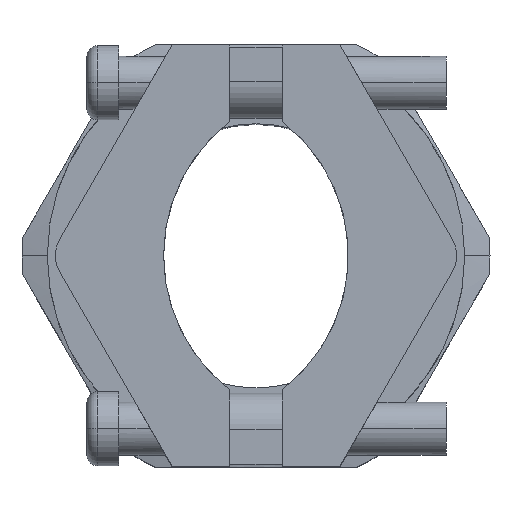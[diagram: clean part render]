
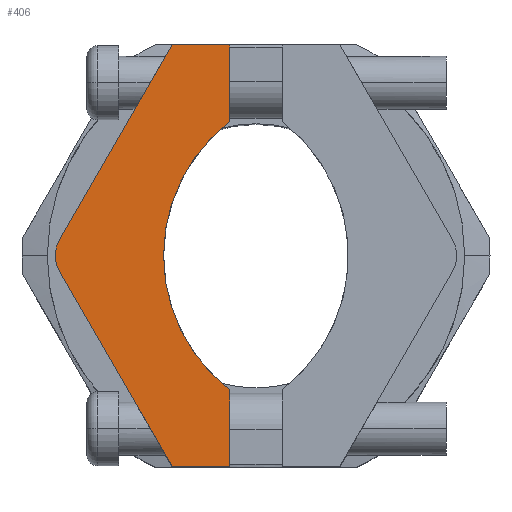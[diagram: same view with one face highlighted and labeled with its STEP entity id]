
A CAD part, top view. The second image highlights one B-rep face of the part: STEP entity #406.
In plain terms, the highlighted planar face has unit normal (0, 0, 1).
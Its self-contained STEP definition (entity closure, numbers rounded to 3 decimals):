
#265 = CARTESIAN_POINT ( 'NONE',  ( -16., 0., 44. ) ) ;
#266 = DIRECTION ( 'NONE',  ( 0., 0., 1. ) ) ;
#267 = DIRECTION ( 'NONE',  ( 1., 0., 0. ) ) ;
#406 = ADVANCED_FACE ( 'NONE', ( #2312 ), #3855, .T. ) ;
#499 = AXIS2_PLACEMENT_3D ( 'NONE', #265, #266, #267 ) ;
#555 = AXIS2_PLACEMENT_3D ( 'NONE', #4383, #4385, #4387 ) ;
#711 = EDGE_CURVE ( 'NONE', #3710, #3638, #851, .T. ) ;
#713 = EDGE_CURVE ( 'NONE', #3641, #3566, #2476, .T. ) ;
#716 = EDGE_CURVE ( 'NONE', #3659, #3711, #865, .T. ) ;
#719 = EDGE_CURVE ( 'NONE', #3711, #3712, #876, .T. ) ;
#720 = EDGE_CURVE ( 'NONE', #3712, #3554, #2478, .T. ) ;
#722 = EDGE_CURVE ( 'NONE', #3569, #3710, #886, .T. ) ;
#723 = EDGE_CURVE ( 'NONE', #3636, #3640, #889, .T. ) ;
#724 = EDGE_CURVE ( 'NONE', #3655, #3656, #892, .T. ) ;
#829 = CARTESIAN_POINT ( 'NONE',  ( 7.25, 0., 44. ) ) ;
#851 = LINE ( 'NONE', #852, #1124 ) ;
#852 = CARTESIAN_POINT ( 'NONE',  ( -2.5, -20., 44. ) ) ;
#853 = DIRECTION ( 'NONE',  ( 1., 0., 0. ) ) ;
#857 = DIRECTION ( 'NONE',  ( 0., 0., -1. ) ) ;
#858 = DIRECTION ( 'NONE',  ( 1., 0., 0. ) ) ;
#865 = LINE ( 'NONE', #866, #1103 ) ;
#866 = CARTESIAN_POINT ( 'NONE',  ( -2.5, 20., 44. ) ) ;
#867 = DIRECTION ( 'NONE',  ( -1., 0., 0. ) ) ;
#875 = CARTESIAN_POINT ( 'NONE',  ( -16., 0., 44. ) ) ;
#876 = LINE ( 'NONE', #877, #1085 ) ;
#877 = CARTESIAN_POINT ( 'NONE',  ( -7.917, 20., 44. ) ) ;
#878 = DIRECTION ( 'NONE',  ( -0.5, -0.866, 0. ) ) ;
#879 = DIRECTION ( 'NONE',  ( 0., 0., 1. ) ) ;
#880 = DIRECTION ( 'NONE',  ( 1., 0., 0. ) ) ;
#886 = LINE ( 'NONE', #887, #1132 ) ;
#887 = CARTESIAN_POINT ( 'NONE',  ( -7.917, -20., 44. ) ) ;
#888 = DIRECTION ( 'NONE',  ( 0.5, -0.866, 0. ) ) ;
#889 = LINE ( 'NONE', #890, #1131 ) ;
#890 = CARTESIAN_POINT ( 'NONE',  ( -2.5, -12.686, 44. ) ) ;
#891 = DIRECTION ( 'NONE',  ( 0., 1., 0. ) ) ;
#892 = LINE ( 'NONE', #893, #1129 ) ;
#893 = CARTESIAN_POINT ( 'NONE',  ( -2.5, 12.686, 44. ) ) ;
#894 = DIRECTION ( 'NONE',  ( 0., 1., 0. ) ) ;
#1025 = VECTOR ( 'NONE', #3009, 1000. ) ;
#1085 = VECTOR ( 'NONE', #878, 1000. ) ;
#1103 = VECTOR ( 'NONE', #867, 1000. ) ;
#1115 = AXIS2_PLACEMENT_3D ( 'NONE', #875, #879, #880 ) ;
#1124 = VECTOR ( 'NONE', #853, 1000. ) ;
#1126 = AXIS2_PLACEMENT_3D ( 'NONE', #829, #857, #858 ) ;
#1129 = VECTOR ( 'NONE', #894, 1000. ) ;
#1131 = VECTOR ( 'NONE', #891, 1000. ) ;
#1132 = VECTOR ( 'NONE', #888, 1000. ) ;
#1672 = ORIENTED_EDGE ( 'NONE', *, *, #722, .T. ) ;
#1673 = ORIENTED_EDGE ( 'NONE', *, *, #2747, .T. ) ;
#1674 = ORIENTED_EDGE ( 'NONE', *, *, #720, .T. ) ;
#1675 = ORIENTED_EDGE ( 'NONE', *, *, #716, .T. ) ;
#1676 = ORIENTED_EDGE ( 'NONE', *, *, #3451, .T. ) ;
#1677 = ORIENTED_EDGE ( 'NONE', *, *, #719, .T. ) ;
#1678 = ORIENTED_EDGE ( 'NONE', *, *, #724, .T. ) ;
#1679 = ORIENTED_EDGE ( 'NONE', *, *, #3455, .T. ) ;
#1680 = ORIENTED_EDGE ( 'NONE', *, *, #713, .T. ) ;
#1681 = ORIENTED_EDGE ( 'NONE', *, *, #3311, .T. ) ;
#1682 = ORIENTED_EDGE ( 'NONE', *, *, #3236, .T. ) ;
#1683 = ORIENTED_EDGE ( 'NONE', *, *, #723, .T. ) ;
#1684 = ORIENTED_EDGE ( 'NONE', *, *, #3318, .T. ) ;
#1685 = ORIENTED_EDGE ( 'NONE', *, *, #711, .T. ) ;
#1726 = CIRCLE ( 'NONE', #499, 3. ) ;
#1759 = CIRCLE ( 'NONE', #555, 16. ) ;
#2309 = AXIS2_PLACEMENT_3D ( 'NONE', #3856, #3857, #3858 ) ;
#2312 = FACE_OUTER_BOUND ( 'NONE', #4203, .T. ) ;
#2476 = CIRCLE ( 'NONE', #1126, 16. ) ;
#2478 = CIRCLE ( 'NONE', #1115, 3. ) ;
#2554 = CARTESIAN_POINT ( 'NONE',  ( -2.5, -19.75, 44. ) ) ;
#2556 = CARTESIAN_POINT ( 'NONE',  ( -2.5, -20., 44. ) ) ;
#2558 = CARTESIAN_POINT ( 'NONE',  ( -2.5, -14.051, 44. ) ) ;
#2559 = CARTESIAN_POINT ( 'NONE',  ( -2.5, -12.686, 44. ) ) ;
#2573 = CARTESIAN_POINT ( 'NONE',  ( -2.5, 14.051, 44. ) ) ;
#2574 = CARTESIAN_POINT ( 'NONE',  ( -2.5, 19.75, 44. ) ) ;
#2577 = CARTESIAN_POINT ( 'NONE',  ( -2.5, 20., 44. ) ) ;
#2628 = CARTESIAN_POINT ( 'NONE',  ( -7.917, -20., 44. ) ) ;
#2629 = CARTESIAN_POINT ( 'NONE',  ( -7.917, 20., 44. ) ) ;
#2630 = CARTESIAN_POINT ( 'NONE',  ( -18.598, 1.5, 44. ) ) ;
#2747 = EDGE_CURVE ( 'NONE', #3554, #3569, #1726, .T. ) ;
#2789 = LINE ( 'NONE', #2790, #3339 ) ;
#2790 = CARTESIAN_POINT ( 'NONE',  ( -2.5, -12.686, 44. ) ) ;
#2791 = DIRECTION ( 'NONE',  ( 0., 1., 0. ) ) ;
#2810 = LINE ( 'NONE', #2811, #3346 ) ;
#2811 = CARTESIAN_POINT ( 'NONE',  ( -2.5, -12.686, 44. ) ) ;
#2812 = DIRECTION ( 'NONE',  ( 0., 1., 0. ) ) ;
#2995 = LINE ( 'NONE', #2996, #3402 ) ;
#2996 = CARTESIAN_POINT ( 'NONE',  ( -2.5, 12.686, 44. ) ) ;
#2997 = DIRECTION ( 'NONE',  ( 0., 1., 0. ) ) ;
#3007 = LINE ( 'NONE', #3008, #1025 ) ;
#3008 = CARTESIAN_POINT ( 'NONE',  ( -2.5, 12.686, 44. ) ) ;
#3009 = DIRECTION ( 'NONE',  ( 0., 1., 0. ) ) ;
#3033 = CARTESIAN_POINT ( 'NONE',  ( -2.5, 12.686, 44. ) ) ;
#3034 = CARTESIAN_POINT ( 'NONE',  ( -19., 0., 44. ) ) ;
#3046 = CARTESIAN_POINT ( 'NONE',  ( -8.75, 0., 44. ) ) ;
#3049 = CARTESIAN_POINT ( 'NONE',  ( -18.598, -1.5, 44. ) ) ;
#3236 = EDGE_CURVE ( 'NONE', #3566, #3553, #1759, .T. ) ;
#3311 = EDGE_CURVE ( 'NONE', #3640, #3641, #2789, .T. ) ;
#3318 = EDGE_CURVE ( 'NONE', #3638, #3636, #2810, .T. ) ;
#3339 = VECTOR ( 'NONE', #2791, 1000. ) ;
#3346 = VECTOR ( 'NONE', #2812, 1000. ) ;
#3402 = VECTOR ( 'NONE', #2997, 1000. ) ;
#3451 = EDGE_CURVE ( 'NONE', #3656, #3659, #2995, .T. ) ;
#3455 = EDGE_CURVE ( 'NONE', #3553, #3655, #3007, .T. ) ;
#3553 = VERTEX_POINT ( 'NONE', #3033 ) ;
#3554 = VERTEX_POINT ( 'NONE', #3034 ) ;
#3566 = VERTEX_POINT ( 'NONE', #3046 ) ;
#3569 = VERTEX_POINT ( 'NONE', #3049 ) ;
#3636 = VERTEX_POINT ( 'NONE', #2554 ) ;
#3638 = VERTEX_POINT ( 'NONE', #2556 ) ;
#3640 = VERTEX_POINT ( 'NONE', #2558 ) ;
#3641 = VERTEX_POINT ( 'NONE', #2559 ) ;
#3655 = VERTEX_POINT ( 'NONE', #2573 ) ;
#3656 = VERTEX_POINT ( 'NONE', #2574 ) ;
#3659 = VERTEX_POINT ( 'NONE', #2577 ) ;
#3710 = VERTEX_POINT ( 'NONE', #2628 ) ;
#3711 = VERTEX_POINT ( 'NONE', #2629 ) ;
#3712 = VERTEX_POINT ( 'NONE', #2630 ) ;
#3855 = PLANE ( 'NONE',  #2309 ) ;
#3856 = CARTESIAN_POINT ( 'NONE',  ( -16., 0., 44. ) ) ;
#3857 = DIRECTION ( 'NONE',  ( 0., 0., 1. ) ) ;
#3858 = DIRECTION ( 'NONE',  ( 1., 0., 0. ) ) ;
#4203 = EDGE_LOOP ( 'NONE', ( #1685, #1684, #1683, #1681, #1680, #1682, #1679, #1678, #1676, #1675, #1677, #1674, #1673, #1672 ) ) ;
#4383 = CARTESIAN_POINT ( 'NONE',  ( 7.25, 0., 44. ) ) ;
#4385 = DIRECTION ( 'NONE',  ( 0., 0., -1. ) ) ;
#4387 = DIRECTION ( 'NONE',  ( 1., 0., 0. ) ) ;
